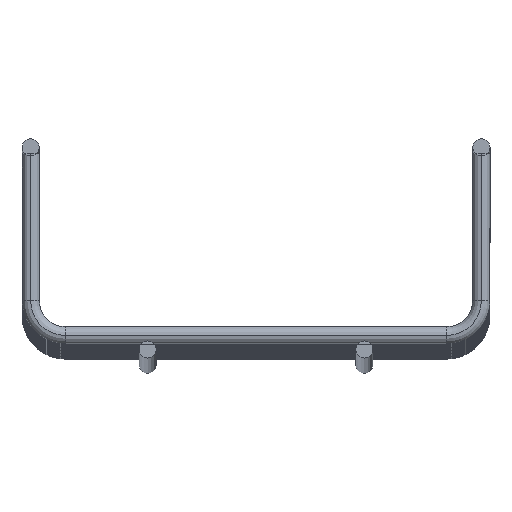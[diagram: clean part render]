
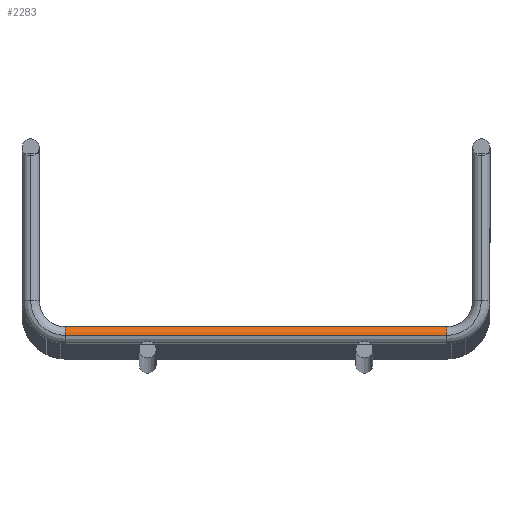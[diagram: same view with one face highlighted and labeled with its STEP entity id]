
A CAD part, top view. The second image highlights one B-rep face of the part: STEP entity #2283.
In plain terms, the highlighted cylindrical face has radius 2 mm (diameter 4 mm), a partial arc.
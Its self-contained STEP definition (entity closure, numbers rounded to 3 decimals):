
#36 = ORIENTED_EDGE ( 'NONE', *, *, #6194, .F. ) ;
#339 = VECTOR ( 'NONE', #3603, 1000. ) ;
#577 = ORIENTED_EDGE ( 'NONE', *, *, #4981, .T. ) ;
#847 = EDGE_CURVE ( 'NONE', #10398, #9649, #12114, .T. ) ;
#1028 = CARTESIAN_POINT ( 'NONE',  ( 44., 2., 0. ) ) ;
#1894 = CARTESIAN_POINT ( 'NONE',  ( -44., 4., -2. ) ) ;
#2166 = CARTESIAN_POINT ( 'NONE',  ( -54., 2., -2. ) ) ;
#2283 = ADVANCED_FACE ( 'NONE', ( #7916 ), #8790, .T. ) ;
#2796 = ORIENTED_EDGE ( 'NONE', *, *, #12027, .F. ) ;
#3003 = CARTESIAN_POINT ( 'NONE',  ( -44., 2., -2. ) ) ;
#3274 = CARTESIAN_POINT ( 'NONE',  ( 44., 4., -2. ) ) ;
#3422 = VERTEX_POINT ( 'NONE', #3274 ) ;
#3603 = DIRECTION ( 'NONE',  ( -1., 0., 0. ) ) ;
#4129 = DIRECTION ( 'NONE',  ( 0., -1., 0. ) ) ;
#4173 = DIRECTION ( 'NONE',  ( 1., 0., 0. ) ) ;
#4609 = AXIS2_PLACEMENT_3D ( 'NONE', #10703, #4952, #7014 ) ;
#4952 = DIRECTION ( 'NONE',  ( 1., 0., 0. ) ) ;
#4981 = EDGE_CURVE ( 'NONE', #3422, #10398, #8017, .T. ) ;
#5571 = VECTOR ( 'NONE', #11878, 1000. ) ;
#5893 = DIRECTION ( 'NONE',  ( -1., 0., 0. ) ) ;
#6037 = AXIS2_PLACEMENT_3D ( 'NONE', #3003, #4173, #6739 ) ;
#6194 = EDGE_CURVE ( 'NONE', #3422, #10388, #8324, .T. ) ;
#6664 = ORIENTED_EDGE ( 'NONE', *, *, #847, .T. ) ;
#6739 = DIRECTION ( 'NONE',  ( 0., 0., -1. ) ) ;
#7014 = DIRECTION ( 'NONE',  ( 0., 0., -1. ) ) ;
#7195 = CARTESIAN_POINT ( 'NONE',  ( -44., 4., -2. ) ) ;
#7916 = FACE_OUTER_BOUND ( 'NONE', #9426, .T. ) ;
#8005 = AXIS2_PLACEMENT_3D ( 'NONE', #2166, #5893, #4129 ) ;
#8017 = LINE ( 'NONE', #7195, #5571 ) ;
#8324 = CIRCLE ( 'NONE', #4609, 2. ) ;
#8329 = LINE ( 'NONE', #9058, #339 ) ;
#8790 = CYLINDRICAL_SURFACE ( 'NONE', #8005, 2. ) ;
#9058 = CARTESIAN_POINT ( 'NONE',  ( -44., 2., 0. ) ) ;
#9426 = EDGE_LOOP ( 'NONE', ( #577, #6664, #2796, #36 ) ) ;
#9649 = VERTEX_POINT ( 'NONE', #11755 ) ;
#10388 = VERTEX_POINT ( 'NONE', #1028 ) ;
#10398 = VERTEX_POINT ( 'NONE', #1894 ) ;
#10703 = CARTESIAN_POINT ( 'NONE',  ( 44., 2., -2. ) ) ;
#11755 = CARTESIAN_POINT ( 'NONE',  ( -44., 2., 0. ) ) ;
#11878 = DIRECTION ( 'NONE',  ( -1., 0., 0. ) ) ;
#12027 = EDGE_CURVE ( 'NONE', #10388, #9649, #8329, .T. ) ;
#12114 = CIRCLE ( 'NONE', #6037, 2. ) ;
